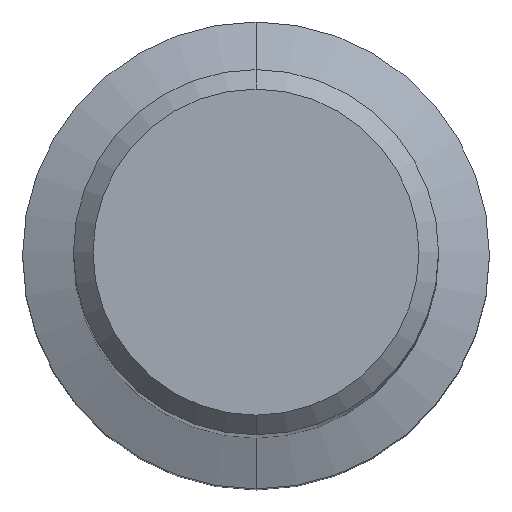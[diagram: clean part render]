
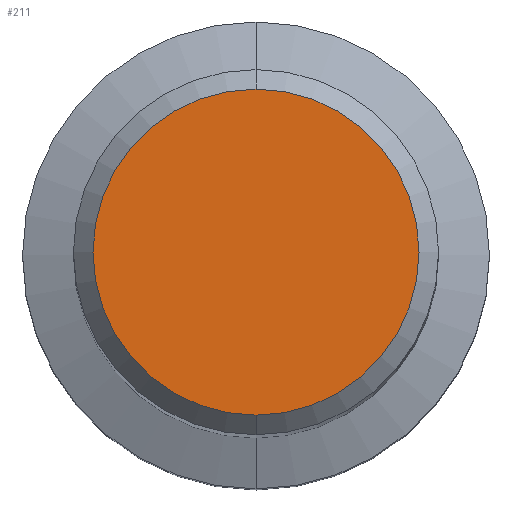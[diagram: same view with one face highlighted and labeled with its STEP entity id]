
A CAD part, top view. The second image highlights one B-rep face of the part: STEP entity #211.
In plain terms, the highlighted planar face has unit normal (0, 0, 1).
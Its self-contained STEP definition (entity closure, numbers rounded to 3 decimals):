
#125=EDGE_CURVE('',#285,#255,#324,.T.);
#129=EDGE_CURVE('',#255,#285,#328,.T.);
#211=ADVANCED_FACE('',(#425),#426,.T.);
#255=VERTEX_POINT('',#477);
#285=VERTEX_POINT('',#508);
#324=CIRCLE('',#541,6.65);
#328=CIRCLE('',#547,6.65);
#425=FACE_OUTER_BOUND('',#673,.T.);
#426=PLANE('',#674);
#477=CARTESIAN_POINT('',(0.0,6.65,0.0));
#508=CARTESIAN_POINT('',(0.,-6.65,0.0));
#541=AXIS2_PLACEMENT_3D('',#802,#803,#804);
#547=AXIS2_PLACEMENT_3D('',#808,#809,#810);
#673=EDGE_LOOP('',(#952,#953));
#674=AXIS2_PLACEMENT_3D('',#954,#955,#956);
#802=CARTESIAN_POINT('',(0.0,0.0,0.0));
#803=DIRECTION('',(0.0,0.0,-1.0));
#804=DIRECTION('',(0.0,1.0,0.0));
#808=CARTESIAN_POINT('',(0.0,0.0,0.0));
#809=DIRECTION('',(0.0,0.0,-1.0));
#810=DIRECTION('',(0.0,1.0,0.0));
#952=ORIENTED_EDGE('',*,*,#129,.F.);
#953=ORIENTED_EDGE('',*,*,#125,.F.);
#954=CARTESIAN_POINT('',(0.0,3.325,0.0));
#955=DIRECTION('',(-0.0,0.0,1.0));
#956=DIRECTION('',(0.0,-1.0,0.0));
